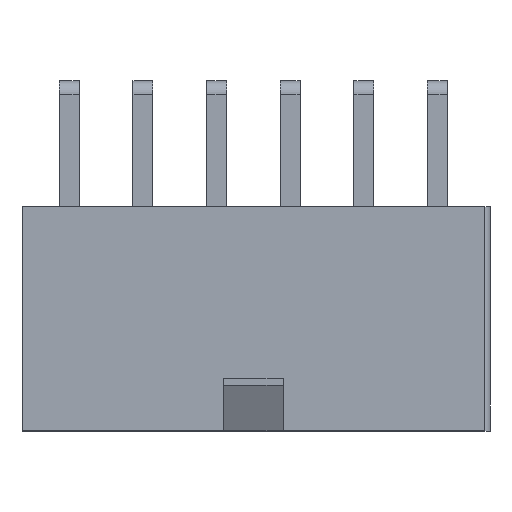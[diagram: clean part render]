
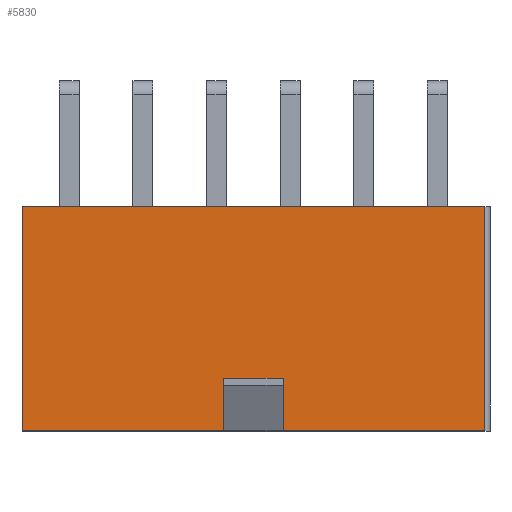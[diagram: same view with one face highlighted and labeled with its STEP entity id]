
A CAD part, top view. The second image highlights one B-rep face of the part: STEP entity #5830.
In plain terms, the highlighted planar face has unit normal (0, 0, 1).
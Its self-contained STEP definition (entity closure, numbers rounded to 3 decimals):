
#671=ORIENTED_EDGE('',*,*,#2274,.F.);
#672=ORIENTED_EDGE('',*,*,#2275,.F.);
#673=ORIENTED_EDGE('',*,*,#2276,.F.);
#674=ORIENTED_EDGE('',*,*,#2086,.F.);
#675=ORIENTED_EDGE('',*,*,#2277,.T.);
#676=ORIENTED_EDGE('',*,*,#2016,.T.);
#677=ORIENTED_EDGE('',*,*,#2278,.F.);
#678=ORIENTED_EDGE('',*,*,#2081,.F.);
#2016=EDGE_CURVE('',#2816,#2814,#3327,.T.);
#2081=EDGE_CURVE('',#2873,#2874,#3391,.T.);
#2086=EDGE_CURVE('',#2877,#2871,#3395,.T.);
#2274=EDGE_CURVE('',#3055,#2873,#3583,.T.);
#2275=EDGE_CURVE('',#3056,#3055,#3584,.T.);
#2276=EDGE_CURVE('',#2871,#3056,#3585,.T.);
#2277=EDGE_CURVE('',#2877,#2816,#3586,.T.);
#2278=EDGE_CURVE('',#2874,#2814,#3587,.T.);
#2814=VERTEX_POINT('',#8772);
#2816=VERTEX_POINT('',#8775);
#2871=VERTEX_POINT('',#8893);
#2873=VERTEX_POINT('',#8897);
#2874=VERTEX_POINT('',#8899);
#2877=VERTEX_POINT('',#8906);
#3055=VERTEX_POINT('',#9295);
#3056=VERTEX_POINT('',#9297);
#3327=LINE('',#8774,#4102);
#3391=LINE('',#8898,#4166);
#3395=LINE('',#8907,#4170);
#3583=LINE('',#9294,#4358);
#3584=LINE('',#9296,#4359);
#3585=LINE('',#9298,#4360);
#3586=LINE('',#9299,#4361);
#3587=LINE('',#9300,#4362);
#4102=VECTOR('',#6636,1000.);
#4166=VECTOR('',#6704,1000.);
#4170=VECTOR('',#6710,1000.);
#4358=VECTOR('',#6942,1000.);
#4359=VECTOR('',#6943,1000.);
#4360=VECTOR('',#6944,1000.);
#4361=VECTOR('',#6945,1000.);
#4362=VECTOR('',#6946,1000.);
#4840=EDGE_LOOP('',(#671,#672,#673,#674,#675,#676,#677,#678));
#5217=FACE_BOUND('',#4840,.T.);
#5528=PLANE('',#6169);
#5830=ADVANCED_FACE('',(#5217),#5528,.T.);
#6169=AXIS2_PLACEMENT_3D('',#9293,#6940,#6941);
#6636=DIRECTION('',(-1.,0.,0.));
#6704=DIRECTION('',(-1.,0.,0.));
#6710=DIRECTION('',(-1.,0.,0.));
#6940=DIRECTION('',(0.,0.,1.));
#6941=DIRECTION('',(1.,0.,0.));
#6942=DIRECTION('',(0.,-1.,0.));
#6943=DIRECTION('',(-1.,0.,0.));
#6944=DIRECTION('',(0.,1.,0.));
#6945=DIRECTION('',(0.,1.,0.));
#6946=DIRECTION('',(0.,1.,0.));
#8772=CARTESIAN_POINT('',(-13.2,6.4,4.8));
#8774=CARTESIAN_POINT('',(13.2,6.4,4.8));
#8775=CARTESIAN_POINT('',(13.2,6.4,4.8));
#8893=CARTESIAN_POINT('',(1.7,-6.4,4.8));
#8897=CARTESIAN_POINT('',(-1.7,-6.4,4.8));
#8898=CARTESIAN_POINT('',(13.2,-6.4,4.8));
#8899=CARTESIAN_POINT('',(-13.2,-6.4,4.8));
#8906=CARTESIAN_POINT('',(13.2,-6.4,4.8));
#8907=CARTESIAN_POINT('',(13.2,-6.4,4.8));
#9293=CARTESIAN_POINT('',(13.2,-6.4,4.8));
#9294=CARTESIAN_POINT('',(-1.7,-3.4,4.8));
#9295=CARTESIAN_POINT('',(-1.7,-3.4,4.8));
#9296=CARTESIAN_POINT('',(1.7,-3.4,4.8));
#9297=CARTESIAN_POINT('',(1.7,-3.4,4.8));
#9298=CARTESIAN_POINT('',(1.7,-6.4,4.8));
#9299=CARTESIAN_POINT('',(13.2,-6.4,4.8));
#9300=CARTESIAN_POINT('',(-13.2,-6.4,4.8));
